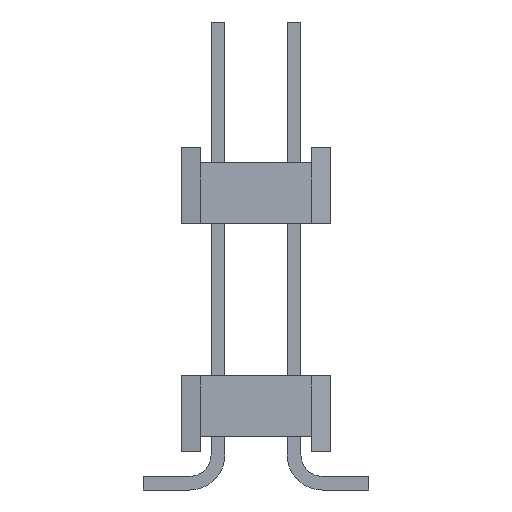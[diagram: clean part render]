
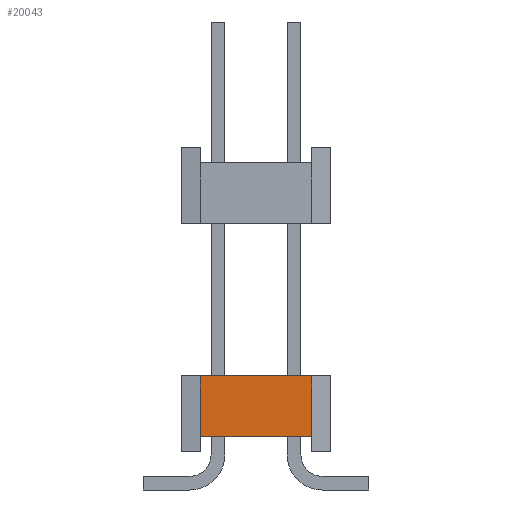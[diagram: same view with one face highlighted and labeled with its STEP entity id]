
A CAD part, left-side view. The second image highlights one B-rep face of the part: STEP entity #20043.
In plain terms, the highlighted planar face has unit normal (-1, 0, 0).
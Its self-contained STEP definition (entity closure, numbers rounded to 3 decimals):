
#1551=FACE_OUTER_BOUND('',#2683,.T.);
#2683=EDGE_LOOP('',(#17853,#17854,#17855,#17856));
#4632=LINE('',#30970,#7216);
#4655=LINE('',#31017,#7239);
#5266=LINE('',#32237,#7850);
#5268=LINE('',#32240,#7852);
#7216=VECTOR('',#25473,2.032);
#7239=VECTOR('',#25512,2.032);
#7850=VECTOR('',#26581,3.708);
#7852=VECTOR('',#26585,3.708);
#9231=VERTEX_POINT('',#30967);
#9232=VERTEX_POINT('',#30969);
#9247=VERTEX_POINT('',#31014);
#9248=VERTEX_POINT('',#31016);
#11736=EDGE_CURVE('',#9231,#9232,#4632,.T.);
#11759=EDGE_CURVE('',#9248,#9247,#4655,.T.);
#12370=EDGE_CURVE('',#9231,#9248,#5266,.T.);
#12372=EDGE_CURVE('',#9247,#9232,#5268,.T.);
#17853=ORIENTED_EDGE('',*,*,#11736,.F.);
#17854=ORIENTED_EDGE('',*,*,#12370,.T.);
#17855=ORIENTED_EDGE('',*,*,#11759,.T.);
#17856=ORIENTED_EDGE('',*,*,#12372,.T.);
#18911=PLANE('',#21418);
#20043=ADVANCED_FACE('',(#1551),#18911,.T.);
#21418=AXIS2_PLACEMENT_3D('',#32241,#26586,#26587);
#25473=DIRECTION('',(0.,0.,-1.));
#25512=DIRECTION('',(0.,0.,-1.));
#26581=DIRECTION('',(0.,1.,0.));
#26585=DIRECTION('',(0.,-1.,0.));
#26586=DIRECTION('center_axis',(-1.,0.,0.));
#26587=DIRECTION('ref_axis',(0.,0.,-1.));
#30967=CARTESIAN_POINT('',(-12.7,-1.854,3.81));
#30969=CARTESIAN_POINT('',(-12.7,-1.854,1.778));
#30970=CARTESIAN_POINT('',(-12.7,-1.854,2.794));
#31014=CARTESIAN_POINT('',(-12.7,1.854,1.778));
#31016=CARTESIAN_POINT('',(-12.7,1.854,3.81));
#31017=CARTESIAN_POINT('',(-12.7,1.854,2.794));
#32237=CARTESIAN_POINT('',(-12.7,0.,3.81));
#32240=CARTESIAN_POINT('',(-12.7,0.,1.778));
#32241=CARTESIAN_POINT('Origin',(-12.7,0.,2.794));
